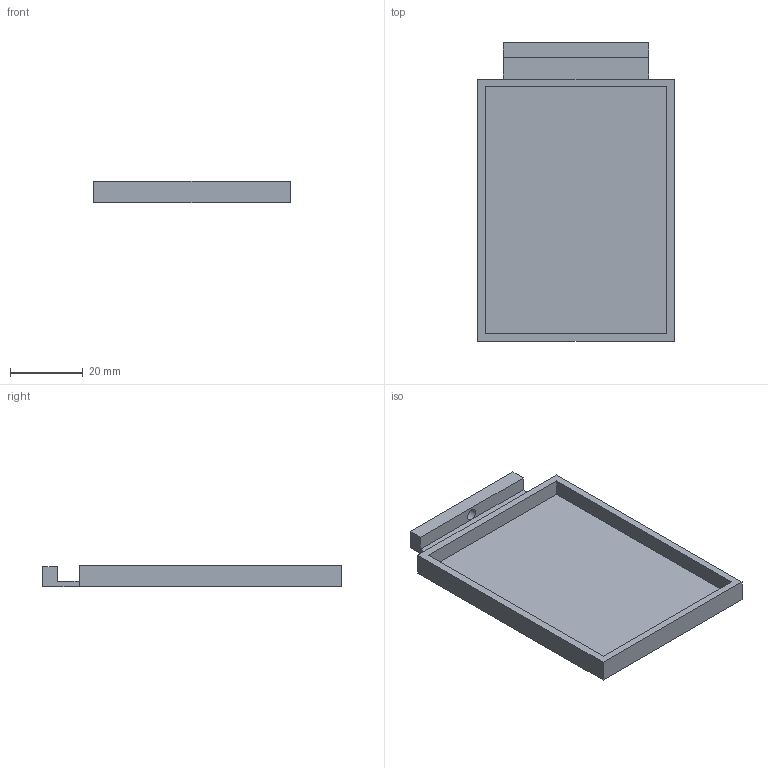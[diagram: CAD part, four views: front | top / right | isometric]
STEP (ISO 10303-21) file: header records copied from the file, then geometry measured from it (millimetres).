
FILE_DESCRIPTION(/* description */ ('STEP AP242','CAx-IF Rec.Pracs.---Representation and Presentation of Product Manufacturing Information (PMI)---4.0---2014-10-13','CAx-IF Rec.Pracs.---3D Tessellated Geometry---0.4---2014-09-14','2;1'),/* implementation_level */ '2;1');
FILE_NAME(/* name */ '665a3c5a6a65026ce9bc9f4d',/* time_stamp */ '2024-05-31T21:08:42Z',/* author */ (''),/* organization */ (''),/* preprocessor_version */ 'ST-DEVELOPER v20',/* originating_system */ ' ',/* authorisation */ ' ');
FILE_SCHEMA (('AP242_MANAGED_MODEL_BASED_3D_ENGINEERING_MIM_LF { 1 0 10303 442 1 1 4 }'));
Length unit declared in the file: metre
Products named in the file (2): Part 2; Part 1
Bounding box: 54 x 82 x 6 mm (x, y, z)
Volume: 9235.8 mm3; surface area: 11676.1 mm2
Topology: 2 solids, 2 shells, 20 faces, 45 edges, 30 vertices
Faces by surface type: plane 19, cylinder 1
Full cylindrical faces by diameter (mm): 3.2 x1
Entity records: 598 total; most frequent: CARTESIAN_POINT 96, DIRECTION 90, ORIENTED_EDGE 88, EDGE_CURVE 44, LINE 42, VECTOR 42, VERTEX_POINT 30, EDGE_LOOP 24
